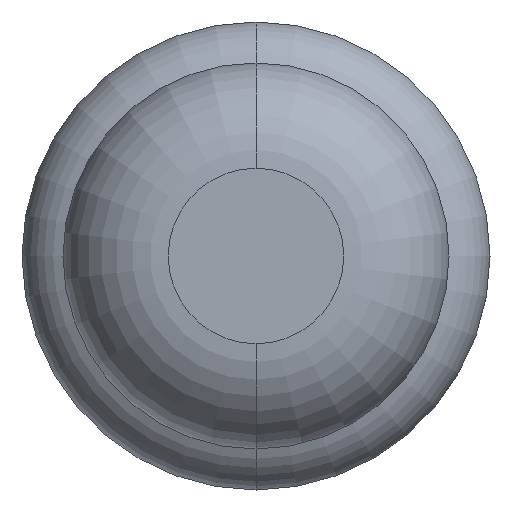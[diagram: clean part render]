
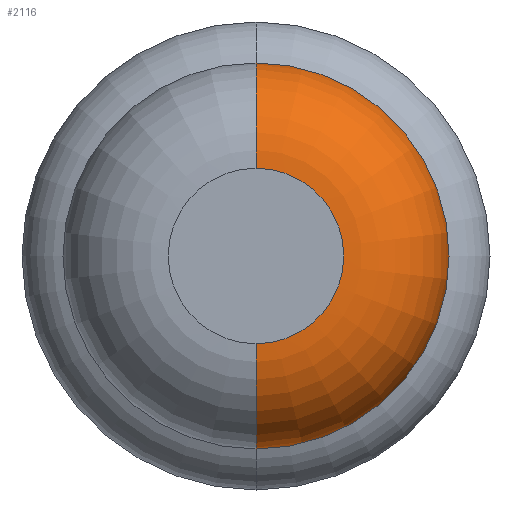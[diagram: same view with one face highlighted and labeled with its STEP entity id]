
A CAD part, front view. The second image highlights one B-rep face of the part: STEP entity #2116.
In plain terms, the highlighted toroidal (fillet/blend) face has major radius 0.375 mm and minor radius 0.45 mm.
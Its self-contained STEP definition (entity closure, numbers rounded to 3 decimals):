
#117 = CARTESIAN_POINT ( 'NONE',  ( 0., -28.55, -0.825 ) ) ;
#226 = EDGE_CURVE ( 'NONE', #371, #599, #4192, .T. ) ;
#306 = CARTESIAN_POINT ( 'NONE',  ( 0., -29., -0.375 ) ) ;
#316 = ORIENTED_EDGE ( 'NONE', *, *, #4024, .F. ) ;
#318 = AXIS2_PLACEMENT_3D ( 'NONE', #2620, #2325, #2952 ) ;
#371 = VERTEX_POINT ( 'NONE', #1231 ) ;
#399 = DIRECTION ( 'NONE',  ( 0., 0., 1. ) ) ;
#403 = CIRCLE ( 'NONE', #3808, 0.45 ) ;
#591 = DIRECTION ( 'NONE',  ( 0., 0., 1. ) ) ;
#599 = VERTEX_POINT ( 'NONE', #1666 ) ;
#1138 = DIRECTION ( 'NONE',  ( -1., 0., 0. ) ) ;
#1231 = CARTESIAN_POINT ( 'NONE',  ( 0., -29., 0.375 ) ) ;
#1246 = VERTEX_POINT ( 'NONE', #117 ) ;
#1292 = CIRCLE ( 'NONE', #4053, 0.375 ) ;
#1311 = DIRECTION ( 'NONE',  ( 1., 0., 0. ) ) ;
#1408 = TOROIDAL_SURFACE ( 'NONE', #318, 0.375, 0.45 ) ;
#1540 = DIRECTION ( 'NONE',  ( 0., 1., 0. ) ) ;
#1666 = CARTESIAN_POINT ( 'NONE',  ( 0., -28.55, 0.825 ) ) ;
#1851 = AXIS2_PLACEMENT_3D ( 'NONE', #2093, #1138, #399 ) ;
#1872 = DIRECTION ( 'NONE',  ( 0., 0., 1. ) ) ;
#1928 = EDGE_LOOP ( 'NONE', ( #2907, #4304, #316, #2561 ) ) ;
#1977 = DIRECTION ( 'NONE',  ( 0., 0., -1. ) ) ;
#2008 = EDGE_CURVE ( 'NONE', #2077, #1246, #403, .T. ) ;
#2056 = EDGE_CURVE ( 'Defeature ausgef�hrt1_2+Defeature ausgef�hrt1_1+Defeature ausgef�hrt1_1+Defeature ausgef�hrt1_1', #371, #2077, #1292, .T. ) ;
#2077 = VERTEX_POINT ( 'NONE', #306 ) ;
#2093 = CARTESIAN_POINT ( 'NONE',  ( 0., -28.55, 0.375 ) ) ;
#2116 = ADVANCED_FACE ( 'Defeature ausgef�hrt1_2', ( #3295 ), #1408, .T. ) ;
#2325 = DIRECTION ( 'NONE',  ( 0., 1., 0. ) ) ;
#2561 = ORIENTED_EDGE ( 'NONE', *, *, #226, .F. ) ;
#2620 = CARTESIAN_POINT ( 'NONE',  ( 0., -28.55, 0. ) ) ;
#2900 = CIRCLE ( 'NONE', #3637, 0.825 ) ;
#2907 = ORIENTED_EDGE ( 'NONE', *, *, #2056, .T. ) ;
#2952 = DIRECTION ( 'NONE',  ( 0., 0., 1. ) ) ;
#3295 = FACE_OUTER_BOUND ( 'NONE', #1928, .T. ) ;
#3557 = CARTESIAN_POINT ( 'NONE',  ( 0., -28.55, 0. ) ) ;
#3637 = AXIS2_PLACEMENT_3D ( 'NONE', #3557, #1540, #1872 ) ;
#3653 = DIRECTION ( 'NONE',  ( 0., 1., 0. ) ) ;
#3808 = AXIS2_PLACEMENT_3D ( 'NONE', #4013, #1311, #1977 ) ;
#3988 = CARTESIAN_POINT ( 'NONE',  ( 0., -29., 0. ) ) ;
#4013 = CARTESIAN_POINT ( 'NONE',  ( 0., -28.55, -0.375 ) ) ;
#4024 = EDGE_CURVE ( 'Defeature ausgef�hrt1_3+Defeature ausgef�hrt1_2+Defeature ausgef�hrt1_2+Defeature ausgef�hrt1_2', #599, #1246, #2900, .T. ) ;
#4053 = AXIS2_PLACEMENT_3D ( 'NONE', #3988, #3653, #591 ) ;
#4192 = CIRCLE ( 'NONE', #1851, 0.45 ) ;
#4304 = ORIENTED_EDGE ( 'NONE', *, *, #2008, .T. ) ;
